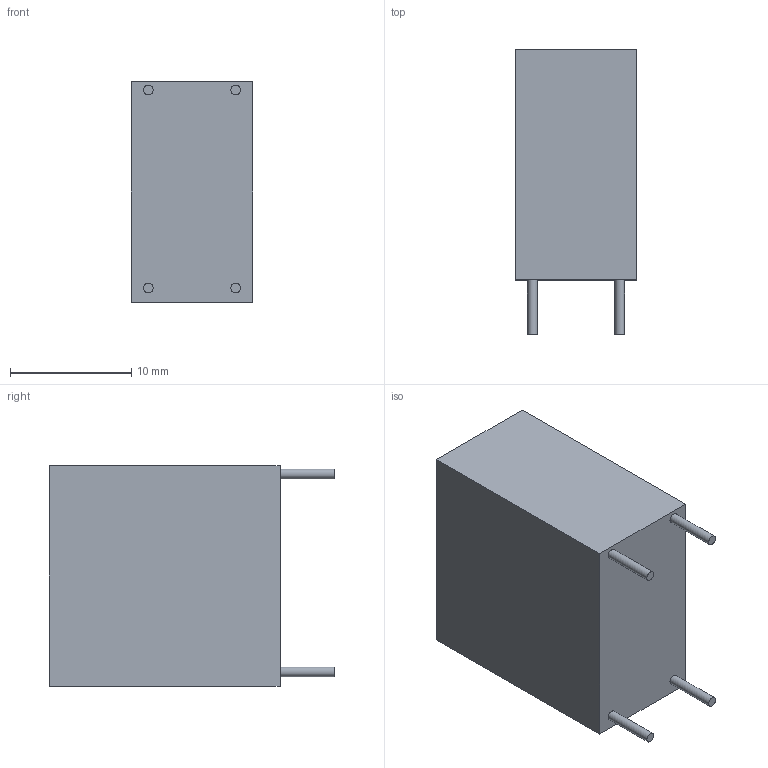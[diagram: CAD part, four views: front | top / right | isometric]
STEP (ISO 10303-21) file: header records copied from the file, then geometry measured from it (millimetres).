
FILE_DESCRIPTION(('FreeCAD Model'),'2;1');
FILE_NAME('Open CASCADE Shape Model','2023-03-05T21:55:39',('Author'),( ''),'Open CASCADE STEP processor 7.5','FreeCAD','Unknown');
FILE_SCHEMA(('AUTOMOTIVE_DESIGN { 1 0 10303 214 1 1 1 1 }'));
Length unit declared in the file: millimetre
Products named in the file (5): Nedenumit; Pad001; Pad; Sketch; Body
Assembly tree (4 placements, depth 2):
  Nedenumit
    Pad001
    Pad
    Sketch
    Body
Bounding box: 10 x 23.5 x 18.2 mm (x, y, z)
Surface area: 4397.3 mm2
Topology: 3 solids, 3 shells, 34 faces, 64 edges, 48 vertices
Faces by surface type: plane 26, cylinder 8
Full cylindrical faces by diameter (mm): 0.8 x8
Entity records: 1775 total; most frequent: CARTESIAN_POINT 319, DIRECTION 270, LINE 152, VECTOR 152, ORIENTED_EDGE 120, PCURVE 120, DEFINITIONAL_REPRESENTATION 120, EDGE_CURVE 60
